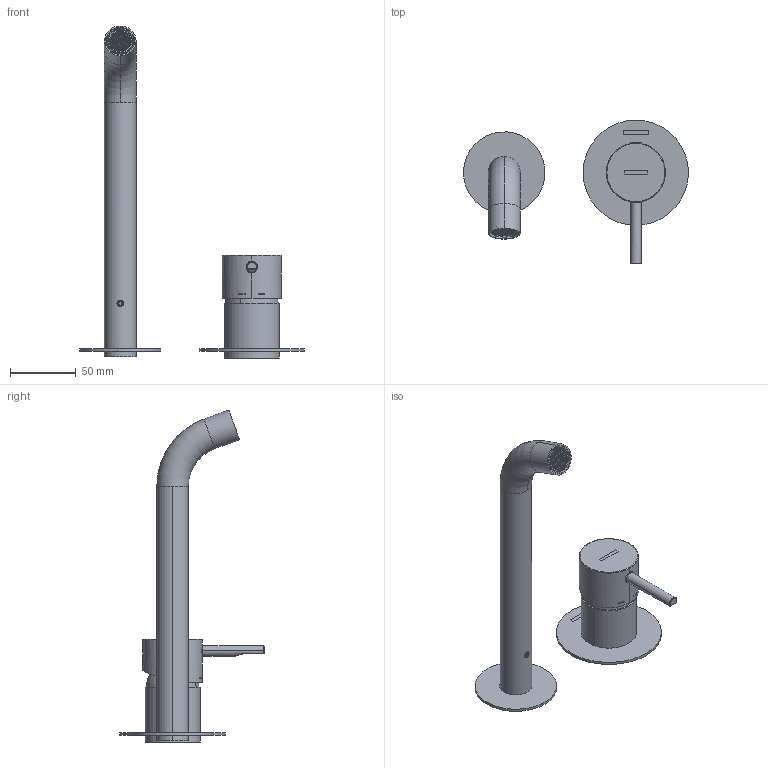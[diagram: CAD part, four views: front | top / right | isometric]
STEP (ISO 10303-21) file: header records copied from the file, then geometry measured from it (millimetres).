
FILE_DESCRIPTION (( 'STEP AP203' ), '1' );
FILE_NAME ('39AP07431.STEP', '2024-01-18T08:58:22', ( '' ), ( '' ), 'SwSTEP 2.0', 'SolidWorks 2021', '' );
FILE_SCHEMA (( 'CONFIG_CONTROL_DESIGN' ));
Products named in the file (1): 39AP07431
Bounding box: 170.93 x 109.5 x 252.28 mm (x, y, z)
Volume: 71944.4 mm3; surface area: 82780.5 mm2
Topology: 9 solids, 9 shells, 1372 faces, 3450 edges, 2248 vertices
Faces by surface type: plane 1097, cylinder 144, bspline 45, torus 37, cone 26, sphere 23
Entity records: 42823 total; most frequent: CARTESIAN_POINT 9935, ORIENTED_EDGE 6876, DIRECTION 6405, EDGE_CURVE 3438, LINE 2869, VECTOR 2869, VERTEX_POINT 2248, AXIS2_PLACEMENT_3D 1768
